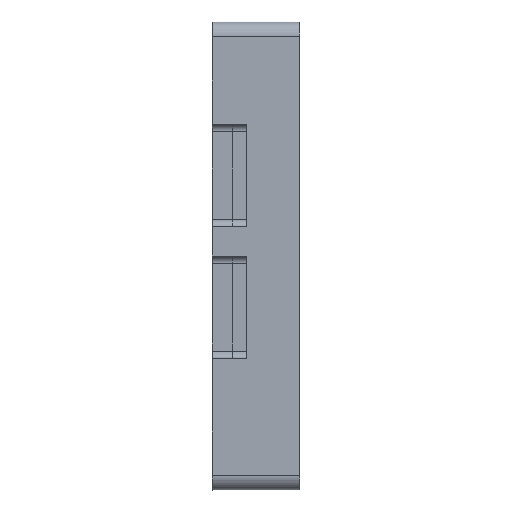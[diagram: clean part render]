
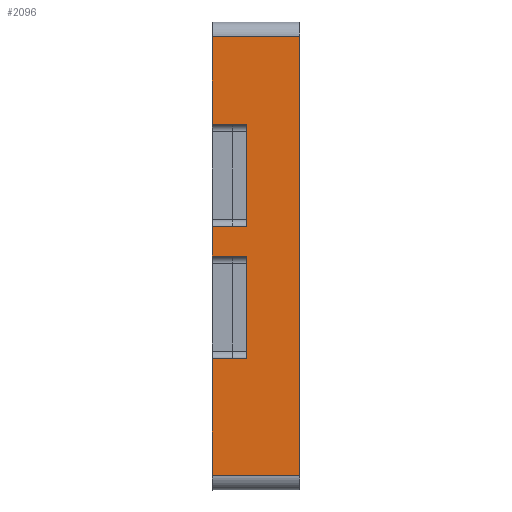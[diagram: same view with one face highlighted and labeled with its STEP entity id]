
A CAD part, left-side view. The second image highlights one B-rep face of the part: STEP entity #2096.
In plain terms, the highlighted planar face has unit normal (-1, 0, 0).
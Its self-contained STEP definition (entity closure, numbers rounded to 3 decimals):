
#119=LINE('',#3207,#327);
#123=LINE('',#3219,#331);
#127=LINE('',#3231,#335);
#140=LINE('',#3291,#348);
#166=LINE('',#3402,#374);
#180=LINE('',#3434,#388);
#199=LINE('',#3481,#407);
#205=LINE('',#3493,#413);
#221=LINE('',#3527,#429);
#225=LINE('',#3533,#433);
#227=LINE('',#3539,#435);
#228=LINE('',#3540,#436);
#327=VECTOR('',#2571,10.);
#331=VECTOR('',#2579,10.);
#335=VECTOR('',#2587,10.);
#348=VECTOR('',#2636,10.);
#374=VECTOR('',#2726,10.);
#388=VECTOR('',#2758,10.);
#407=VECTOR('',#2809,10.);
#413=VECTOR('',#2821,10.);
#429=VECTOR('',#2869,10.);
#433=VECTOR('',#2877,10.);
#435=VECTOR('',#2885,10.);
#436=VECTOR('',#2886,10.);
#578=FACE_OUTER_BOUND('',#700,.T.);
#700=EDGE_LOOP('',(#1823,#1824,#1825,#1826,#1827,#1828,#1829,#1830,#1831,
#1832,#1833,#1834));
#920=VERTEX_POINT('',#3204);
#921=VERTEX_POINT('',#3206);
#926=VERTEX_POINT('',#3216);
#927=VERTEX_POINT('',#3218);
#932=VERTEX_POINT('',#3228);
#933=VERTEX_POINT('',#3230);
#961=VERTEX_POINT('',#3288);
#962=VERTEX_POINT('',#3290);
#1015=VERTEX_POINT('',#3400);
#1024=VERTEX_POINT('',#3432);
#1036=VERTEX_POINT('',#3480);
#1039=VERTEX_POINT('',#3492);
#1161=EDGE_CURVE('',#921,#920,#119,.T.);
#1167=EDGE_CURVE('',#926,#927,#123,.T.);
#1173=EDGE_CURVE('',#932,#933,#127,.T.);
#1203=EDGE_CURVE('',#962,#961,#140,.T.);
#1259=EDGE_CURVE('',#1015,#932,#166,.T.);
#1276=EDGE_CURVE('',#1024,#926,#180,.T.);
#1301=EDGE_CURVE('',#927,#1036,#199,.T.);
#1308=EDGE_CURVE('',#921,#1039,#205,.T.);
#1326=EDGE_CURVE('',#962,#920,#221,.T.);
#1330=EDGE_CURVE('',#933,#961,#225,.T.);
#1333=EDGE_CURVE('',#1036,#1015,#227,.T.);
#1334=EDGE_CURVE('',#1039,#1024,#228,.T.);
#1823=ORIENTED_EDGE('',*,*,#1326,.F.);
#1824=ORIENTED_EDGE('',*,*,#1203,.T.);
#1825=ORIENTED_EDGE('',*,*,#1330,.F.);
#1826=ORIENTED_EDGE('',*,*,#1173,.F.);
#1827=ORIENTED_EDGE('',*,*,#1259,.F.);
#1828=ORIENTED_EDGE('',*,*,#1333,.F.);
#1829=ORIENTED_EDGE('',*,*,#1301,.F.);
#1830=ORIENTED_EDGE('',*,*,#1167,.F.);
#1831=ORIENTED_EDGE('',*,*,#1276,.F.);
#1832=ORIENTED_EDGE('',*,*,#1334,.F.);
#1833=ORIENTED_EDGE('',*,*,#1308,.F.);
#1834=ORIENTED_EDGE('',*,*,#1161,.T.);
#2012=PLANE('',#2315);
#2096=ADVANCED_FACE('',(#578),#2012,.F.);
#2315=AXIS2_PLACEMENT_3D('',#3538,#2883,#2884);
#2571=DIRECTION('',(0.,0.,-1.));
#2579=DIRECTION('',(0.,0.,1.));
#2587=DIRECTION('',(0.,0.,1.));
#2636=DIRECTION('',(0.,0.,1.));
#2726=DIRECTION('',(0.,1.,0.));
#2758=DIRECTION('',(0.,1.,0.));
#2809=DIRECTION('',(0.,-1.,0.));
#2821=DIRECTION('',(0.,-1.,0.));
#2869=DIRECTION('',(0.,1.,0.));
#2877=DIRECTION('',(0.,-1.,0.));
#2883=DIRECTION('center_axis',(1.,0.,0.));
#2884=DIRECTION('ref_axis',(0.,0.,-1.));
#2885=DIRECTION('',(0.,0.,1.));
#2886=DIRECTION('',(0.,0.,1.));
#3204=CARTESIAN_POINT('',(-18.399,27.,44.));
#3206=CARTESIAN_POINT('',(-18.399,27.,52.));
#3207=CARTESIAN_POINT('',(-18.399,27.,46.1));
#3216=CARTESIAN_POINT('',(-18.399,27.,59.));
#3218=CARTESIAN_POINT('',(-18.399,27.,61.));
#3219=CARTESIAN_POINT('',(-18.399,27.,72.088));
#3228=CARTESIAN_POINT('',(-18.399,27.,68.));
#3230=CARTESIAN_POINT('',(-18.399,27.,74.));
#3231=CARTESIAN_POINT('',(-18.399,27.,72.088));
#3288=CARTESIAN_POINT('',(-18.399,21.,74.));
#3290=CARTESIAN_POINT('',(-18.399,21.,44.));
#3291=CARTESIAN_POINT('',(-18.399,21.,72.088));
#3400=CARTESIAN_POINT('',(-18.399,24.65,68.));
#3402=CARTESIAN_POINT('',(-18.399,27.,68.));
#3432=CARTESIAN_POINT('',(-18.399,24.65,59.));
#3434=CARTESIAN_POINT('',(-18.399,27.,59.));
#3480=CARTESIAN_POINT('',(-18.399,24.65,61.));
#3481=CARTESIAN_POINT('',(-18.399,27.,61.));
#3492=CARTESIAN_POINT('',(-18.399,24.65,52.));
#3493=CARTESIAN_POINT('',(-18.399,27.,52.));
#3527=CARTESIAN_POINT('',(-18.399,27.,44.));
#3533=CARTESIAN_POINT('',(-18.399,24.5,74.));
#3538=CARTESIAN_POINT('Origin',(-18.399,27.,80.75));
#3539=CARTESIAN_POINT('',(-18.399,24.65,73.375));
#3540=CARTESIAN_POINT('',(-18.399,24.65,67.375));
